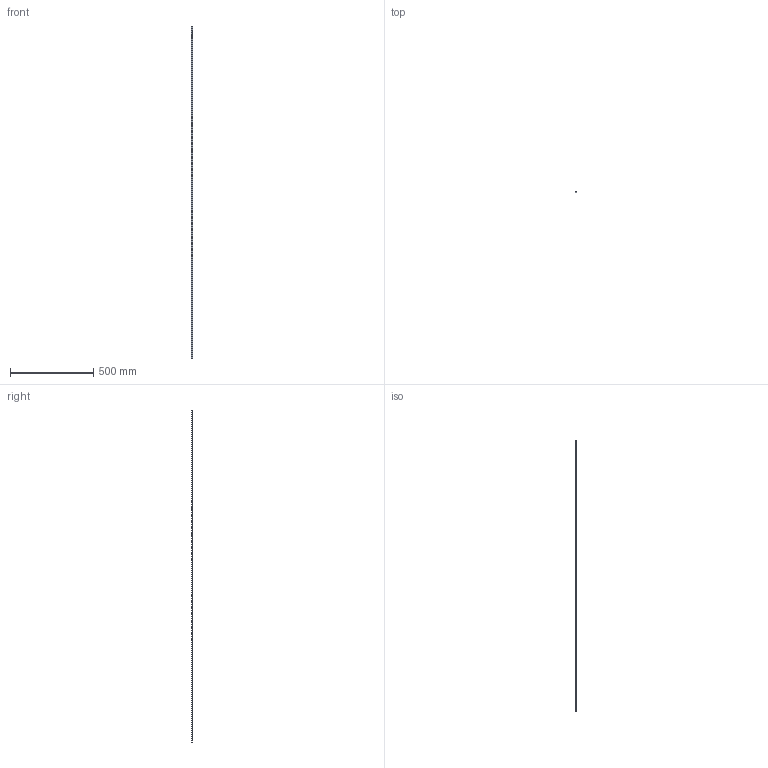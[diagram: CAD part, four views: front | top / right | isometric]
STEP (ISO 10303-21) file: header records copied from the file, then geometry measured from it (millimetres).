
FILE_DESCRIPTION (( 'STEP AP203' ), '1' );
FILE_NAME ('6310.step', '2015-09-17T15:51:27', ( '' ), ( '' ), 'SwSTEP 2.0', 'SolidWorks 2015', '' );
FILE_SCHEMA (( 'CONFIG_CONTROL_DESIGN' ));
Length unit declared in the file: millimetre
Products named in the file (1): 6310
Bounding box: 11 x 3 x 2000 mm (x, y, z)
Volume: 46513.8 mm3; surface area: 48197.2 mm2
Topology: 1 solids, 1 shells, 167 faces, 444 edges, 296 vertices
Faces by surface type: plane 86, bspline 80, cylinder 1
Entity records: 9373 total; most frequent: CARTESIAN_POINT 5684, ORIENTED_EDGE 888, DIRECTION 462, EDGE_CURVE 444, VERTEX_POINT 296, LINE 282, VECTOR 282, EDGE_LOOP 184
